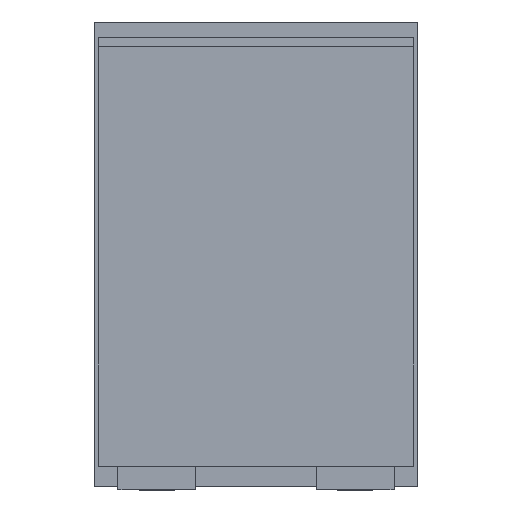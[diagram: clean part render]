
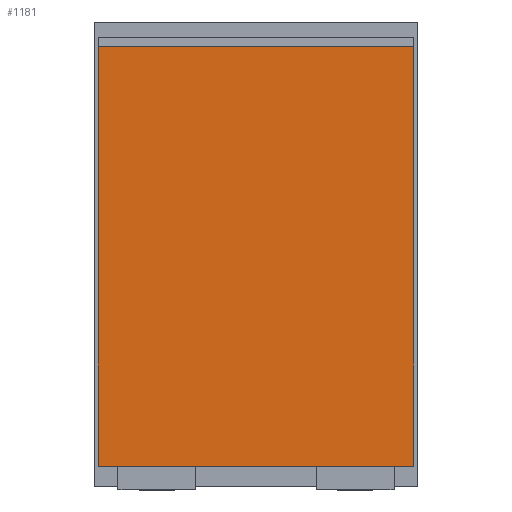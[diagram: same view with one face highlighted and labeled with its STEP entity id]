
A CAD part, top view. The second image highlights one B-rep face of the part: STEP entity #1181.
In plain terms, the highlighted planar face has unit normal (0, 0, 1).
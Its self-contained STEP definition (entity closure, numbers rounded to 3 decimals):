
#419=DIRECTION('',(1.,0.,0.));
#420=VECTOR('',#419,8.1);
#421=CARTESIAN_POINT('',(-4.05,-5.438,0.46));
#422=LINE('',#421,#420);
#431=DIRECTION('',(0.,-1.,0.));
#432=VECTOR('',#431,10.751);
#433=CARTESIAN_POINT('',(4.05,5.313,0.46));
#434=LINE('',#433,#432);
#443=DIRECTION('',(1.,0.,0.));
#444=VECTOR('',#443,8.1);
#445=CARTESIAN_POINT('',(-4.05,5.313,0.46));
#446=LINE('',#445,#444);
#455=DIRECTION('',(0.,1.,0.));
#456=VECTOR('',#455,10.751);
#457=CARTESIAN_POINT('',(-4.05,-5.438,0.46));
#458=LINE('',#457,#456);
#639=CARTESIAN_POINT('',(4.05,5.313,0.46));
#640=CARTESIAN_POINT('',(4.05,-5.438,0.46));
#641=VERTEX_POINT('',#639);
#642=VERTEX_POINT('',#640);
#643=CARTESIAN_POINT('',(-4.05,-5.438,0.46));
#644=CARTESIAN_POINT('',(-4.05,5.313,0.46));
#645=VERTEX_POINT('',#643);
#646=VERTEX_POINT('',#644);
#1169=CARTESIAN_POINT('',(4.05,5.313,0.46));
#1170=DIRECTION('',(0.,0.,1.));
#1171=DIRECTION('',(0.,-1.,0.));
#1172=AXIS2_PLACEMENT_3D('',#1169,#1170,#1171);
#1173=PLANE('',#1172);
#1174=ORIENTED_EDGE('',*,*,#1134,.T.);
#1175=ORIENTED_EDGE('',*,*,#1118,.F.);
#1177=ORIENTED_EDGE('',*,*,#1176,.T.);
#1178=ORIENTED_EDGE('',*,*,#1161,.T.);
#1179=EDGE_LOOP('',(#1174,#1175,#1177,#1178));
#1180=FACE_OUTER_BOUND('',#1179,.F.);
#1118=EDGE_CURVE('',#645,#642,#422,.T.);
#1134=EDGE_CURVE('',#641,#642,#434,.T.);
#1161=EDGE_CURVE('',#646,#641,#446,.T.);
#1176=EDGE_CURVE('',#645,#646,#458,.T.);
#1181=ADVANCED_FACE('',(#1180),#1173,.T.);
